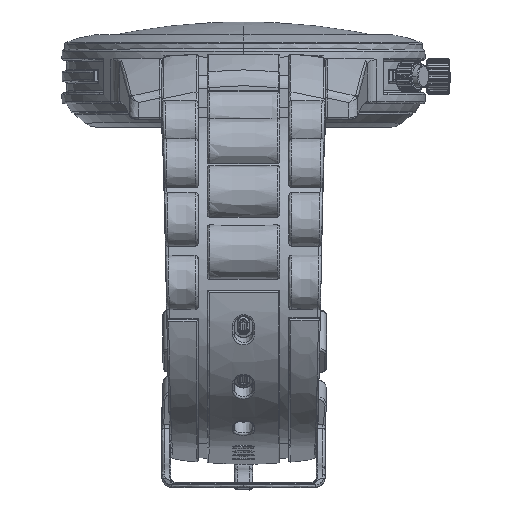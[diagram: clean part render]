
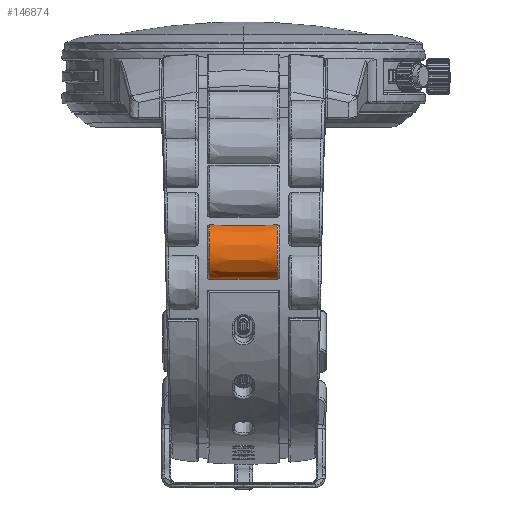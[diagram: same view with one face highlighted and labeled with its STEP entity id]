
A CAD part, top view. The second image highlights one B-rep face of the part: STEP entity #146874.
In plain terms, the highlighted free-form (B-spline) face has degree [3, 3] with [4, 12] control points.
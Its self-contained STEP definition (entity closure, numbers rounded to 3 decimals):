
#141125 = VERTEX_POINT('',#141126);
#141126 = CARTESIAN_POINT('',(3.627,-11.28,
    39.448));
#141148 = VERTEX_POINT('',#141149);
#141149 = CARTESIAN_POINT('',(3.627,-17.075,
    40.235));
#141158 = EDGE_CURVE('',#141159,#141148,#141161,.T.);
#141159 = VERTEX_POINT('',#141160);
#141160 = CARTESIAN_POINT('',(-3.627,-17.075,
    40.235));
#141161 = B_SPLINE_CURVE_WITH_KNOTS('',3,(#141162,#141163,#141164,
    #141165),.UNSPECIFIED.,.F.,.F.,(4,4),(0.,
    0.007),.PIECEWISE_BEZIER_KNOTS.);
#141162 = CARTESIAN_POINT('',(-3.627,-17.075,
    40.235));
#141163 = CARTESIAN_POINT('',(-1.209,-17.076,
    40.235));
#141164 = CARTESIAN_POINT('',(1.209,-17.076,
    40.235));
#141165 = CARTESIAN_POINT('',(3.627,-17.075,
    40.235));
#141189 = VERTEX_POINT('',#141190);
#141190 = CARTESIAN_POINT('',(-3.627,-11.28,
    39.448));
#141199 = EDGE_CURVE('',#141189,#141125,#141200,.T.);
#141200 = B_SPLINE_CURVE_WITH_KNOTS('',3,(#141201,#141202,#141203,
    #141204,#141205,#141206,#141207,#141208,#141209),.UNSPECIFIED.,.F.,
  .F.,(4,1,1,1,1,1,4),(0.,0.,
    0.002,0.004,0.006,
    0.007,0.007),.UNSPECIFIED.);
#141201 = CARTESIAN_POINT('',(-3.627,-11.28,
    39.448));
#141202 = CARTESIAN_POINT('',(-3.568,-11.28,
    39.449));
#141203 = CARTESIAN_POINT('',(-2.998,-11.28,
    39.449));
#141204 = CARTESIAN_POINT('',(-1.661,-11.28,
    39.449));
#141205 = CARTESIAN_POINT('',(0.128,-11.28,
    39.449));
#141206 = CARTESIAN_POINT('',(1.917,-11.28,
    39.449));
#141207 = CARTESIAN_POINT('',(2.999,-11.28,
    39.449));
#141208 = CARTESIAN_POINT('',(3.569,-11.28,
    39.449));
#141209 = CARTESIAN_POINT('',(3.627,-11.28,
    39.448));
#146874 = ADVANCED_FACE('',(#146875),#146915,.F.);
#146875 = FACE_BOUND('',#146876,.F.);
#146876 = EDGE_LOOP('',(#146877,#146878,#146891,#146892));
#146877 = ORIENTED_EDGE('',*,*,#141199,.T.);
#146878 = ORIENTED_EDGE('',*,*,#146879,.F.);
#146879 = EDGE_CURVE('',#141148,#141125,#146880,.T.);
#146880 = B_SPLINE_CURVE_WITH_KNOTS('',3,(#146881,#146882,#146883,
    #146884,#146885,#146886,#146887,#146888,#146889,#146890),
  .UNSPECIFIED.,.F.,.F.,(4,1,1,1,1,1,1,4),(0.,0.054,
    0.207,0.372,0.545,0.714,
    0.87,1.),.UNSPECIFIED.);
#146881 = CARTESIAN_POINT('',(3.627,-17.075,
    40.235));
#146882 = CARTESIAN_POINT('',(3.627,-17.073,
    40.406));
#146883 = CARTESIAN_POINT('',(3.627,-16.994,
    41.061));
#146884 = CARTESIAN_POINT('',(3.628,-16.414,
    42.155));
#146885 = CARTESIAN_POINT('',(3.628,-14.98,
    42.923));
#146886 = CARTESIAN_POINT('',(3.628,-13.324,
    42.899));
#146887 = CARTESIAN_POINT('',(3.628,-11.882,
    42.107));
#146888 = CARTESIAN_POINT('',(3.628,-11.148,
    40.786));
#146889 = CARTESIAN_POINT('',(3.627,-11.171,
    39.842));
#146890 = CARTESIAN_POINT('',(3.627,-11.28,
    39.448));
#146891 = ORIENTED_EDGE('',*,*,#141158,.F.);
#146892 = ORIENTED_EDGE('',*,*,#146893,.T.);
#146893 = EDGE_CURVE('',#141159,#141189,#146894,.T.);
#146894 = B_SPLINE_CURVE_WITH_KNOTS('',3,(#146895,#146896,#146897,
    #146898,#146899,#146900,#146901,#146902,#146903,#146904,#146905,
    #146906,#146907,#146908,#146909,#146910,#146911,#146912,#146913,
    #146914),.UNSPECIFIED.,.F.,.F.,(4,1,1,1,1,1,1,1,1,1,1,1,1,1,1,1,1,4)
  ,(0.,0.026,0.071,0.161,0.207
    ,0.297,0.342,0.387,0.477,
    0.523,0.613,0.658,0.703,
    0.793,0.839,0.929,0.974,
    1.),.UNSPECIFIED.);
#146895 = CARTESIAN_POINT('',(-3.627,-17.075,
    40.235));
#146896 = CARTESIAN_POINT('',(-3.627,-17.072,
    40.313));
#146897 = CARTESIAN_POINT('',(-3.627,-17.059,
    40.525));
#146898 = CARTESIAN_POINT('',(-3.627,-16.973,
    41.001));
#146899 = CARTESIAN_POINT('',(-3.627,-16.755,
    41.505));
#146900 = CARTESIAN_POINT('',(-3.627,-16.331,
    42.058));
#146901 = CARTESIAN_POINT('',(-3.627,-15.88,
    42.422));
#146902 = CARTESIAN_POINT('',(-3.627,-15.342,
    42.677));
#146903 = CARTESIAN_POINT('',(-3.627,-14.761,
    42.853));
#146904 = CARTESIAN_POINT('',(-3.627,-14.136,
    42.901));
#146905 = CARTESIAN_POINT('',(-3.627,-13.363,
    42.796));
#146906 = CARTESIAN_POINT('',(-3.627,-12.777,
    42.582));
#146907 = CARTESIAN_POINT('',(-3.627,-12.269,
    42.257));
#146908 = CARTESIAN_POINT('',(-3.627,-11.825,
    41.869));
#146909 = CARTESIAN_POINT('',(-3.627,-11.494,
    41.399));
#146910 = CARTESIAN_POINT('',(-3.627,-11.241,
    40.755));
#146911 = CARTESIAN_POINT('',(-3.627,-11.17,
    40.212));
#146912 = CARTESIAN_POINT('',(-3.627,-11.217,
    39.731));
#146913 = CARTESIAN_POINT('',(-3.627,-11.261,
    39.523));
#146914 = CARTESIAN_POINT('',(-3.627,-11.28,
    39.448));
#146915 = B_SPLINE_SURFACE_WITH_KNOTS('',3,3,(
    (#146916,#146917,#146918,#146919,#146920,#146921,#146922,#146923
      ,#146924,#146925,#146926,#146927)
    ,(#146928,#146929,#146930,#146931,#146932,#146933,#146934,#146935
      ,#146936,#146937,#146938,#146939)
    ,(#146940,#146941,#146942,#146943,#146944,#146945,#146946,#146947
      ,#146948,#146949,#146950,#146951)
    ,(#146952,#146953,#146954,#146955,#146956,#146957,#146958,#146959
      ,#146960,#146961,#146962,#146963
  )),.UNSPECIFIED.,.F.,.F.,.F.,(4,4),(4,1,1,1,1,1,1,1,1,4),(0.,1.),(0.,
    0.081,0.19,0.321,0.462,
    0.607,0.745,0.873,0.936,1.),
  .UNSPECIFIED.);
#146916 = CARTESIAN_POINT('',(-4.353,-11.637,
    38.6));
#146917 = CARTESIAN_POINT('',(-4.353,-11.5,
    38.877));
#146918 = CARTESIAN_POINT('',(-4.353,-11.178,
    39.521));
#146919 = CARTESIAN_POINT('',(-4.353,-11.148,
    40.786));
#146920 = CARTESIAN_POINT('',(-4.353,-11.882,
    42.107));
#146921 = CARTESIAN_POINT('',(-4.353,-13.324,
    42.899));
#146922 = CARTESIAN_POINT('',(-4.353,-14.98,
    42.923));
#146923 = CARTESIAN_POINT('',(-4.353,-16.414,
    42.155));
#146924 = CARTESIAN_POINT('',(-4.353,-17.028,
    40.998));
#146925 = CARTESIAN_POINT('',(-4.353,-17.106,
    40.028));
#146926 = CARTESIAN_POINT('',(-4.353,-17.004,
    39.558));
#146927 = CARTESIAN_POINT('',(-4.353,-16.953,
    39.323));
#146928 = CARTESIAN_POINT('',(-1.451,-11.637,
    38.6));
#146929 = CARTESIAN_POINT('',(-1.451,-11.5,
    38.877));
#146930 = CARTESIAN_POINT('',(-1.451,-11.179,
    39.521));
#146931 = CARTESIAN_POINT('',(-1.451,-11.148,
    40.786));
#146932 = CARTESIAN_POINT('',(-1.451,-11.882,
    42.107));
#146933 = CARTESIAN_POINT('',(-1.451,-13.324,
    42.899));
#146934 = CARTESIAN_POINT('',(-1.451,-14.98,
    42.923));
#146935 = CARTESIAN_POINT('',(-1.451,-16.414,
    42.155));
#146936 = CARTESIAN_POINT('',(-1.451,-17.028,
    40.998));
#146937 = CARTESIAN_POINT('',(-1.451,-17.106,
    40.028));
#146938 = CARTESIAN_POINT('',(-1.451,-17.004,
    39.558));
#146939 = CARTESIAN_POINT('',(-1.451,-16.953,
    39.323));
#146940 = CARTESIAN_POINT('',(1.451,-11.637,
    38.6));
#146941 = CARTESIAN_POINT('',(1.451,-11.5,
    38.876));
#146942 = CARTESIAN_POINT('',(1.451,-11.179,
    39.521));
#146943 = CARTESIAN_POINT('',(1.451,-11.148,
    40.786));
#146944 = CARTESIAN_POINT('',(1.451,-11.882,
    42.107));
#146945 = CARTESIAN_POINT('',(1.451,-13.324,
    42.899));
#146946 = CARTESIAN_POINT('',(1.451,-14.98,
    42.923));
#146947 = CARTESIAN_POINT('',(1.451,-16.414,
    42.155));
#146948 = CARTESIAN_POINT('',(1.451,-17.028,
    40.998));
#146949 = CARTESIAN_POINT('',(1.451,-17.106,
    40.027));
#146950 = CARTESIAN_POINT('',(1.451,-17.004,
    39.558));
#146951 = CARTESIAN_POINT('',(1.451,-16.953,
    39.323));
#146952 = CARTESIAN_POINT('',(4.353,-11.637,
    38.6));
#146953 = CARTESIAN_POINT('',(4.353,-11.5,
    38.876));
#146954 = CARTESIAN_POINT('',(4.353,-11.179,
    39.521));
#146955 = CARTESIAN_POINT('',(4.353,-11.148,
    40.786));
#146956 = CARTESIAN_POINT('',(4.353,-11.882,
    42.107));
#146957 = CARTESIAN_POINT('',(4.353,-13.324,
    42.899));
#146958 = CARTESIAN_POINT('',(4.353,-14.98,
    42.923));
#146959 = CARTESIAN_POINT('',(4.353,-16.414,
    42.155));
#146960 = CARTESIAN_POINT('',(4.353,-17.028,
    40.998));
#146961 = CARTESIAN_POINT('',(4.353,-17.106,
    40.027));
#146962 = CARTESIAN_POINT('',(4.353,-17.004,
    39.558));
#146963 = CARTESIAN_POINT('',(4.353,-16.953,
    39.323));
